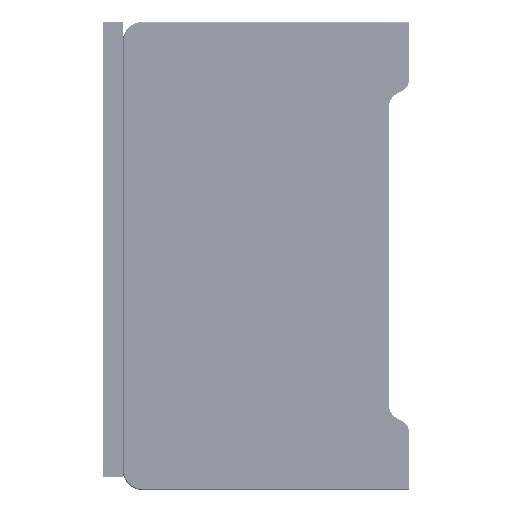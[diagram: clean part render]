
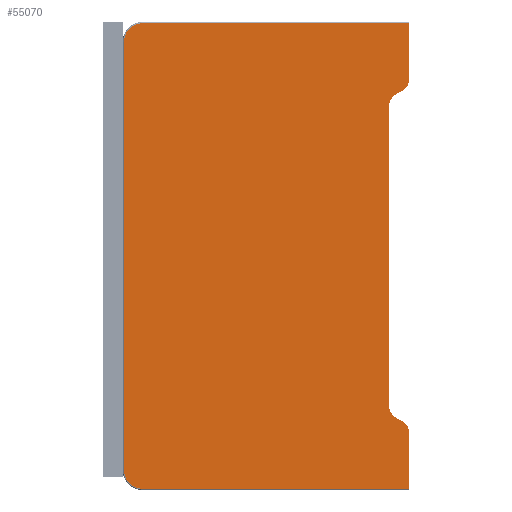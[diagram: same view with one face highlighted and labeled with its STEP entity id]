
A CAD part, left-side view. The second image highlights one B-rep face of the part: STEP entity #55070.
In plain terms, the highlighted planar face has unit normal (-1, 0, 0).
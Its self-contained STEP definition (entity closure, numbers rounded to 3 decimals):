
#1725=DIRECTION('',(0.,0.,1.));
#1726=VECTOR('',#1725,8.8);
#1727=CARTESIAN_POINT('',(0.,0.,
-71.8));
#1728=LINE('',#1727,#1726);
#1765=DIRECTION('',(0.,0.,1.));
#1766=VECTOR('',#1765,46.226);
#1767=CARTESIAN_POINT('',(0.,3.,-59.113));
#1768=LINE('',#1767,#1766);
#1850=DIRECTION('',(0.,0.,1.));
#1851=VECTOR('',#1850,8.8);
#1852=CARTESIAN_POINT('',(0.,0.,-9.));
#1853=LINE('',#1852,#1851);
#2103=DIRECTION('',(0.,0.,-1.));
#2104=VECTOR('',#2103,66.);
#2105=CARTESIAN_POINT('',(0.,43.8,
-3.));
#2106=LINE('',#2105,#2104);
#2122=DIRECTION('',(0.,1.,0.));
#2123=VECTOR('',#2122,41.);
#2124=CARTESIAN_POINT('',(0.,0.,-0.2));
#2125=LINE('',#2124,#2123);
#2130=CARTESIAN_POINT('',(0.,1.,-12.887));
#2131=DIRECTION('',(-1.,0.,0.));
#2132=DIRECTION('',(0.,0.5,0.866));
#2133=AXIS2_PLACEMENT_3D('',#2130,#2131,#2132);
#2135=CARTESIAN_POINT('',(0.,1.,-59.113));
#2136=DIRECTION('',(-1.,0.,0.));
#2137=DIRECTION('',(0.,1.,0.));
#2138=AXIS2_PLACEMENT_3D('',#2135,#2136,#2137);
#2140=DIRECTION('',(0.,-0.866,-0.5));
#2141=VECTOR('',#2140,1.309);
#2142=CARTESIAN_POINT('',(0.,2.,-60.845));
#2143=LINE('',#2142,#2141);
#2144=CARTESIAN_POINT('',(0.,1.732,-63.));
#2145=DIRECTION('',(1.,0.,0.));
#2146=DIRECTION('',(0.,-0.5,0.866));
#2147=AXIS2_PLACEMENT_3D('',#2144,#2145,#2146);
#2149=CARTESIAN_POINT('',(0.,41.,-69.));
#2150=DIRECTION('',(1.,0.,0.));
#2151=DIRECTION('',(0.,0.,-1.));
#2152=AXIS2_PLACEMENT_3D('',#2149,#2150,#2151);
#2154=CARTESIAN_POINT('',(0.,41.,-3.));
#2155=DIRECTION('',(1.,0.,0.));
#2156=DIRECTION('',(0.,1.,0.));
#2157=AXIS2_PLACEMENT_3D('',#2154,#2155,#2156);
#2159=CARTESIAN_POINT('',(0.,1.732,-9.));
#2160=DIRECTION('',(1.,0.,0.));
#2161=DIRECTION('',(0.,-1.,0.));
#2162=AXIS2_PLACEMENT_3D('',#2159,#2160,#2161);
#2164=DIRECTION('',(0.,0.866,-0.5));
#2165=VECTOR('',#2164,1.31);
#2166=CARTESIAN_POINT('',(0.,0.866,-10.5));
#2167=LINE('',#2166,#2165);
#2172=DIRECTION('',(0.,-1.,0.));
#2173=VECTOR('',#2172,41.);
#2174=CARTESIAN_POINT('',(0.,41.,
-71.8));
#2175=LINE('',#2174,#2173);
#47111=CARTESIAN_POINT('',(0.,0.,-63.));
#47113=VERTEX_POINT('',#47111);
#47118=CARTESIAN_POINT('',(0.,0.,-71.8));
#47119=VERTEX_POINT('',#47118);
#47120=CARTESIAN_POINT('',(0.,0.866,-61.5));
#47122=VERTEX_POINT('',#47120);
#47127=CARTESIAN_POINT('',(0.,2.,-60.845));
#47129=VERTEX_POINT('',#47127);
#47132=CARTESIAN_POINT('',(0.,3.,-59.113));
#47134=VERTEX_POINT('',#47132);
#47139=CARTESIAN_POINT('',(0.,3.,-12.887));
#47141=VERTEX_POINT('',#47139);
#47160=CARTESIAN_POINT('',(0.,2.,-11.155));
#47162=VERTEX_POINT('',#47160);
#47167=CARTESIAN_POINT('',(0.,0.866,-10.5));
#47169=VERTEX_POINT('',#47167);
#47172=CARTESIAN_POINT('',(0.,0.,-9.));
#47174=VERTEX_POINT('',#47172);
#47180=CARTESIAN_POINT('',(0.,0.,-0.2));
#47181=VERTEX_POINT('',#47180);
#47182=CARTESIAN_POINT('',(0.,41.,
-71.8));
#47183=VERTEX_POINT('',#47182);
#47184=CARTESIAN_POINT('',(0.,43.8,
-69.));
#47185=VERTEX_POINT('',#47184);
#47186=CARTESIAN_POINT('',(0.,43.8,
-3.));
#47187=VERTEX_POINT('',#47186);
#47188=CARTESIAN_POINT('',(0.,41.,
-0.2));
#47189=VERTEX_POINT('',#47188);
#55048=CARTESIAN_POINT('',(0.,21.9,-36.));
#55049=DIRECTION('',(1.,0.,0.));
#55050=DIRECTION('',(0.,0.,1.));
#55051=AXIS2_PLACEMENT_3D('',#55048,#55049,#55050);
#55052=PLANE('',#55051);
#55053=ORIENTED_EDGE('',*,*,#54631,.T.);
#55054=ORIENTED_EDGE('',*,*,#54589,.F.);
#55055=ORIENTED_EDGE('',*,*,#54571,.T.);
#55056=ORIENTED_EDGE('',*,*,#54553,.T.);
#55057=ORIENTED_EDGE('',*,*,#54535,.T.);
#55058=ORIENTED_EDGE('',*,*,#54517,.F.);
#55060=ORIENTED_EDGE('',*,*,#55059,.F.);
#55061=ORIENTED_EDGE('',*,*,#55000,.T.);
#55062=ORIENTED_EDGE('',*,*,#55015,.F.);
#55063=ORIENTED_EDGE('',*,*,#55029,.T.);
#55064=ORIENTED_EDGE('',*,*,#55041,.F.);
#55065=ORIENTED_EDGE('',*,*,#54684,.F.);
#55066=ORIENTED_EDGE('',*,*,#54667,.T.);
#55067=ORIENTED_EDGE('',*,*,#54649,.T.);
#55068=EDGE_LOOP('',(#55053,#55054,#55055,#55056,#55057,#55058,#55060,#55061,
#55062,#55063,#55064,#55065,#55066,#55067));
#55069=FACE_OUTER_BOUND('',#55068,.F.);
#2134=CIRCLE('',#2133,2.);
#2139=CIRCLE('',#2138,2.);
#2148=CIRCLE('',#2147,1.732);
#2153=CIRCLE('',#2152,2.8);
#2158=CIRCLE('',#2157,2.8);
#2163=CIRCLE('',#2162,1.732);
#54517=EDGE_CURVE('',#47119,#47113,#1728,.T.);
#54535=EDGE_CURVE('',#47122,#47113,#2148,.T.);
#54553=EDGE_CURVE('',#47129,#47122,#2143,.T.);
#54571=EDGE_CURVE('',#47134,#47129,#2139,.T.);
#54589=EDGE_CURVE('',#47134,#47141,#1768,.T.);
#54631=EDGE_CURVE('',#47162,#47141,#2134,.T.);
#54649=EDGE_CURVE('',#47169,#47162,#2167,.T.);
#54667=EDGE_CURVE('',#47174,#47169,#2163,.T.);
#54684=EDGE_CURVE('',#47174,#47181,#1853,.T.);
#55000=EDGE_CURVE('',#47183,#47185,#2153,.T.);
#55015=EDGE_CURVE('',#47187,#47185,#2106,.T.);
#55029=EDGE_CURVE('',#47187,#47189,#2158,.T.);
#55041=EDGE_CURVE('',#47181,#47189,#2125,.T.);
#55059=EDGE_CURVE('',#47183,#47119,#2175,.T.);
#55070=ADVANCED_FACE('',(#55069),#55052,.F.);
